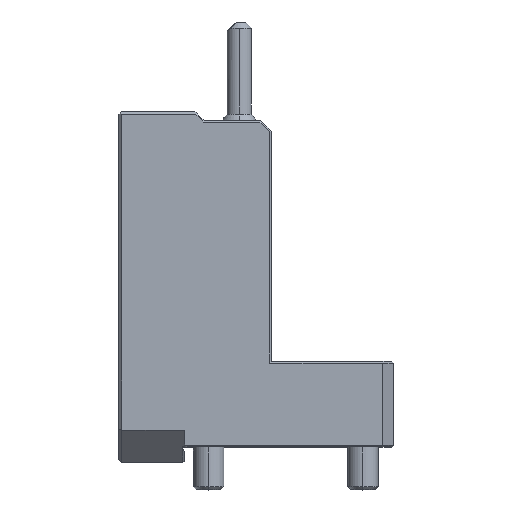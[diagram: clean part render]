
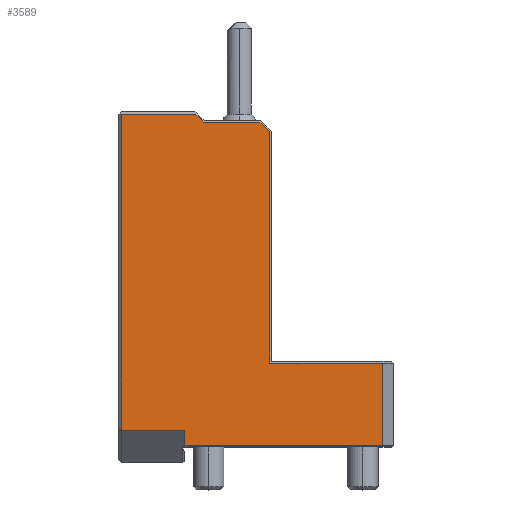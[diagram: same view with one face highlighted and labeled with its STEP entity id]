
A CAD part, top view. The second image highlights one B-rep face of the part: STEP entity #3589.
In plain terms, the highlighted planar face has unit normal (0, 0, 1).
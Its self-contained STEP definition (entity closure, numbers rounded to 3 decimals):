
#58=DIRECTION('',(0.706,-0.708,0.));
#59=VECTOR('',#58,0.706);
#60=CARTESIAN_POINT('',(-33.274,1.005,42.5));
#61=LINE('',#60,#59);
#62=DIRECTION('',(0.,1.,0.));
#63=VECTOR('',#62,4.495);
#64=CARTESIAN_POINT('',(-33.274,1.005,42.5));
#65=LINE('',#64,#63);
#66=DIRECTION('',(1.,0.,0.));
#67=VECTOR('',#66,20.5);
#68=CARTESIAN_POINT('',(-53.774,5.5,42.5));
#69=LINE('',#68,#67);
#70=DIRECTION('',(0.,-1.,0.));
#71=VECTOR('',#70,103.5);
#72=CARTESIAN_POINT('',(-53.774,109.,42.5));
#73=LINE('',#72,#71);
#74=DIRECTION('',(1.,0.,0.));
#75=VECTOR('',#74,24.293);
#76=CARTESIAN_POINT('',(-53.774,109.,42.5));
#77=LINE('',#76,#75);
#78=DIRECTION('',(-0.707,0.707,0.));
#79=VECTOR('',#78,3.536);
#80=CARTESIAN_POINT('',(-26.981,106.5,42.5));
#81=LINE('',#80,#79);
#82=DIRECTION('',(-1.,0.,0.));
#83=VECTOR('',#82,18.5);
#84=CARTESIAN_POINT('',(-8.481,106.5,42.5));
#85=LINE('',#84,#83);
#86=DIRECTION('',(-0.707,0.707,0.));
#87=VECTOR('',#86,4.536);
#88=CARTESIAN_POINT('',(-5.274,103.293,42.5));
#89=LINE('',#88,#87);
#90=DIRECTION('',(0.,1.,0.));
#91=VECTOR('',#90,75.793);
#92=CARTESIAN_POINT('',(-5.274,27.5,42.5));
#93=LINE('',#92,#91);
#94=DIRECTION('',(-1.,0.,0.));
#95=VECTOR('',#94,37.036);
#96=CARTESIAN_POINT('',(31.762,27.5,42.5));
#97=LINE('',#96,#95);
#98=DIRECTION('',(0.,-1.,0.));
#99=VECTOR('',#98,27.);
#100=CARTESIAN_POINT('',(31.762,27.5,42.5));
#101=LINE('',#100,#99);
#102=DIRECTION('',(1.,0.,0.));
#103=VECTOR('',#102,64.441);
#104=CARTESIAN_POINT('',(-32.679,0.5,42.5));
#105=LINE('',#104,#103);
#106=CARTESIAN_POINT('',(-32.779,-0.495,42.5));
#107=DIRECTION('',(0.,0.,-1.));
#108=DIRECTION('',(0.003,1.,0.));
#109=AXIS2_PLACEMENT_3D('',#106,#107,#108);
#162=CARTESIAN_POINT('',(-32.679,0.5,42.5));
#2899=CARTESIAN_POINT('',(-5.274,27.5,42.5));
#2901=VERTEX_POINT('',#2899);
#2910=CARTESIAN_POINT('',(-53.774,109.,42.5));
#2911=VERTEX_POINT('',#2910);
#2977=CARTESIAN_POINT('',(-8.481,106.5,42.5));
#2979=VERTEX_POINT('',#2977);
#3008=CARTESIAN_POINT('',(-26.981,106.5,42.5));
#3009=VERTEX_POINT('',#3008);
#3012=CARTESIAN_POINT('',(-29.481,109.,42.5));
#3014=VERTEX_POINT('',#3012);
#3021=CARTESIAN_POINT('',(-5.274,103.293,42.5));
#3023=VERTEX_POINT('',#3021);
#3072=CARTESIAN_POINT('',(31.762,0.5,42.5));
#3074=VERTEX_POINT('',#3072);
#3084=CARTESIAN_POINT('',(31.762,27.5,42.5));
#3085=VERTEX_POINT('',#3084);
#3143=CARTESIAN_POINT('',(-53.774,5.5,42.5));
#3145=VERTEX_POINT('',#3143);
#3166=CARTESIAN_POINT('',(-33.274,5.5,42.5));
#3167=VERTEX_POINT('',#3166);
#3192=VERTEX_POINT('',#162);
#3204=CARTESIAN_POINT('',(-33.274,1.005,42.5));
#3205=CARTESIAN_POINT('',(-32.776,0.505,42.5));
#3206=VERTEX_POINT('',#3204);
#3207=VERTEX_POINT('',#3205);
#3559=CARTESIAN_POINT('',(-54.774,-5.,42.5));
#3560=DIRECTION('',(0.,0.,1.));
#3561=DIRECTION('',(1.,0.,0.));
#3562=AXIS2_PLACEMENT_3D('',#3559,#3560,#3561);
#3563=PLANE('',#3562);
#3564=ORIENTED_EDGE('',*,*,#3552,.F.);
#3565=ORIENTED_EDGE('',*,*,#3540,.T.);
#3566=ORIENTED_EDGE('',*,*,#3527,.F.);
#3568=ORIENTED_EDGE('',*,*,#3567,.F.);
#3570=ORIENTED_EDGE('',*,*,#3569,.T.);
#3572=ORIENTED_EDGE('',*,*,#3571,.F.);
#3574=ORIENTED_EDGE('',*,*,#3573,.F.);
#3576=ORIENTED_EDGE('',*,*,#3575,.F.);
#3578=ORIENTED_EDGE('',*,*,#3577,.F.);
#3580=ORIENTED_EDGE('',*,*,#3579,.F.);
#3582=ORIENTED_EDGE('',*,*,#3581,.T.);
#3584=ORIENTED_EDGE('',*,*,#3583,.F.);
#3586=ORIENTED_EDGE('',*,*,#3585,.F.);
#3587=EDGE_LOOP('',(#3564,#3565,#3566,#3568,#3570,#3572,#3574,#3576,#3578,#3580,
#3582,#3584,#3586));
#3588=FACE_OUTER_BOUND('',#3587,.F.);
#110=CIRCLE('',#109,1.);
#3527=EDGE_CURVE('',#3145,#3167,#69,.T.);
#3540=EDGE_CURVE('',#3206,#3167,#65,.T.);
#3552=EDGE_CURVE('',#3206,#3207,#61,.T.);
#3567=EDGE_CURVE('',#2911,#3145,#73,.T.);
#3569=EDGE_CURVE('',#2911,#3014,#77,.T.);
#3571=EDGE_CURVE('',#3009,#3014,#81,.T.);
#3573=EDGE_CURVE('',#2979,#3009,#85,.T.);
#3575=EDGE_CURVE('',#3023,#2979,#89,.T.);
#3577=EDGE_CURVE('',#2901,#3023,#93,.T.);
#3579=EDGE_CURVE('',#3085,#2901,#97,.T.);
#3581=EDGE_CURVE('',#3085,#3074,#101,.T.);
#3583=EDGE_CURVE('',#3192,#3074,#105,.T.);
#3585=EDGE_CURVE('',#3207,#3192,#110,.T.);
#3589=ADVANCED_FACE('',(#3588),#3563,.T.);
